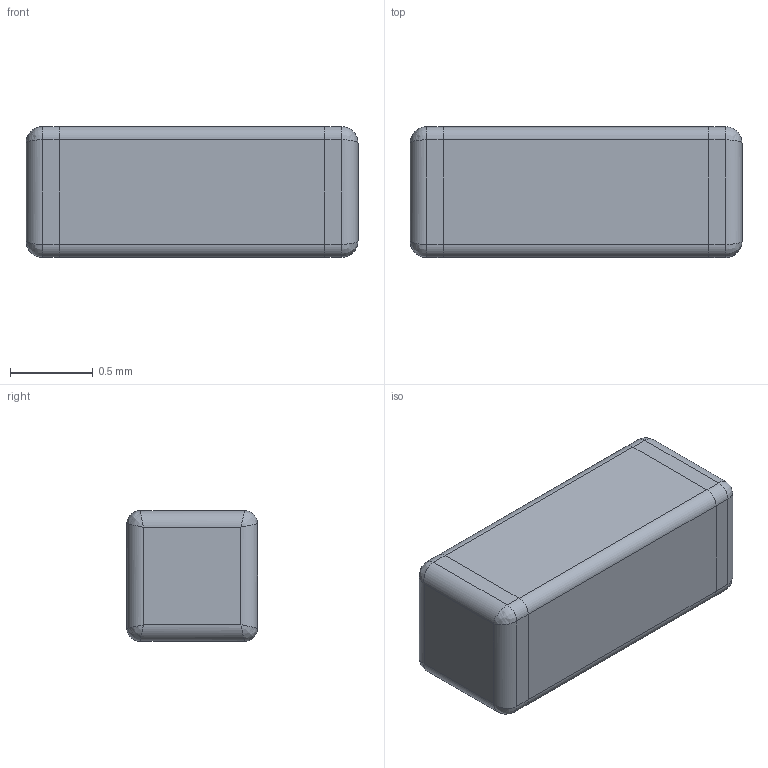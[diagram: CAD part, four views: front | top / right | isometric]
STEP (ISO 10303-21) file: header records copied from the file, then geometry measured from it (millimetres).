
FILE_DESCRIPTION (( 'STEP AP214' ), '1' );
FILE_NAME ('User Library-0603(1608M) Cap.STEP', '2014-02-24T10:51:36', ( 'Windows User' ), ( '' ), 'SwSTEP 2.0', 'SolidWorks 2014', '' );
FILE_SCHEMA (( 'AUTOMOTIVE_DESIGN' ));
Length unit declared in the file: inch
Products named in the file (1): User Library-0603(1608M) Cap
Bounding box: 2 x 0.79 x 0.79 mm (x, y, z)
Volume: 1.2 mm3; surface area: 9.5 mm2
Topology: 3 solids, 3 shells, 125 faces, 318 edges, 198 vertices
Faces by surface type: bspline 72, plane 33, cylinder 20
Entity records: 8153 total; most frequent: CARTESIAN_POINT 3992, ORIENTED_EDGE 620, EDGE_CURVE 310, DIRECTION 298, VERTEX_POINT 198, B_SPLINE_CURVE_WITH_KNOTS 144, LINE 142, VECTOR 142
